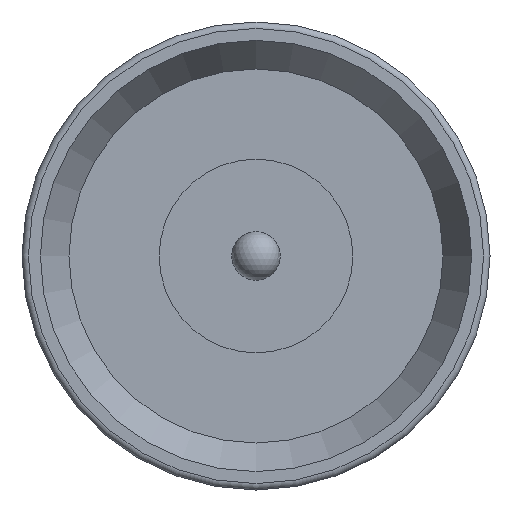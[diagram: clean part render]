
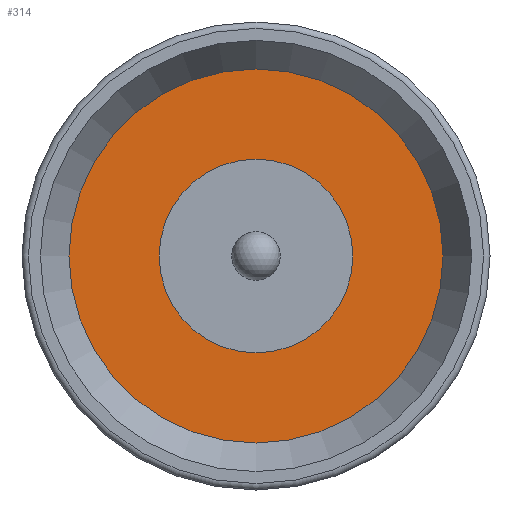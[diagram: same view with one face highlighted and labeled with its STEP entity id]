
A CAD part, left-side view. The second image highlights one B-rep face of the part: STEP entity #314.
In plain terms, the highlighted planar face has unit normal (-1, 0, 0).
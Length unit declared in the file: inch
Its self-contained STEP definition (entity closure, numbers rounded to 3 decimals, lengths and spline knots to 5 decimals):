
#27 = ORIENTED_EDGE ( 'NONE', *, *, #279, .T. ) ;
#35 = ORIENTED_EDGE ( 'NONE', *, *, #272, .F. ) ;
#39 = CIRCLE ( 'NONE', #305, 0.03 ) ;
#55 = VERTEX_POINT ( 'NONE', #150 ) ;
#59 = CARTESIAN_POINT ( 'NONE',  ( 0.07004, 0., 0. ) ) ;
#78 = AXIS2_PLACEMENT_3D ( 'NONE', #59, #436, #397 ) ;
#150 = CARTESIAN_POINT ( 'NONE',  ( 0.07004, 0.06231, 0. ) ) ;
#180 = DIRECTION ( 'NONE',  ( 1., 0., 0. ) ) ;
#183 = FACE_BOUND ( 'NONE', #329, .T. ) ;
#241 = PLANE ( 'NONE',  #469 ) ;
#243 = DIRECTION ( 'NONE',  ( 1., 0., 0. ) ) ;
#260 = CARTESIAN_POINT ( 'NONE',  ( 0.07004, 0.03, 0. ) ) ;
#272 = EDGE_CURVE ( 'NONE', #55, #55, #388, .T. ) ;
#279 = EDGE_CURVE ( 'NONE', #445, #445, #39, .T. ) ;
#282 = CARTESIAN_POINT ( 'NONE',  ( 0.07004, 0., 0. ) ) ;
#283 = CARTESIAN_POINT ( 'NONE',  ( 0.07004, -0.06231, 0. ) ) ;
#302 = FACE_OUTER_BOUND ( 'NONE', #452, .T. ) ;
#305 = AXIS2_PLACEMENT_3D ( 'NONE', #282, #243, #401 ) ;
#314 = ADVANCED_FACE ( 'NONE', ( #302, #183 ), #241, .F. ) ;
#329 = EDGE_LOOP ( 'NONE', ( #27 ) ) ;
#366 = DIRECTION ( 'NONE',  ( 0., 1., 0. ) ) ;
#388 = CIRCLE ( 'NONE', #78, 0.06231 ) ;
#397 = DIRECTION ( 'NONE',  ( 0., 1., 0. ) ) ;
#401 = DIRECTION ( 'NONE',  ( 0., 1., 0. ) ) ;
#436 = DIRECTION ( 'NONE',  ( 1., 0., 0. ) ) ;
#445 = VERTEX_POINT ( 'NONE', #260 ) ;
#452 = EDGE_LOOP ( 'NONE', ( #35 ) ) ;
#469 = AXIS2_PLACEMENT_3D ( 'NONE', #283, #180, #366 ) ;
